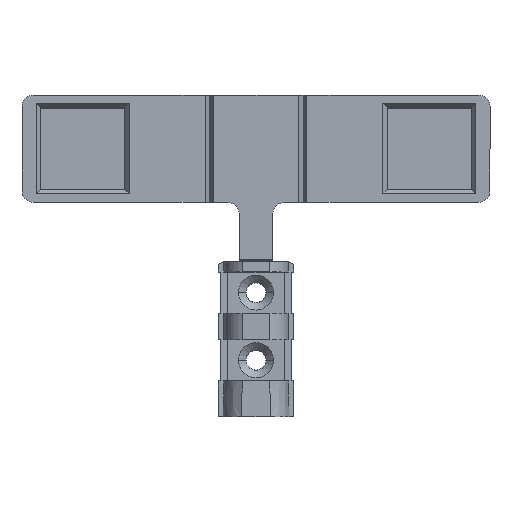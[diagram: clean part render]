
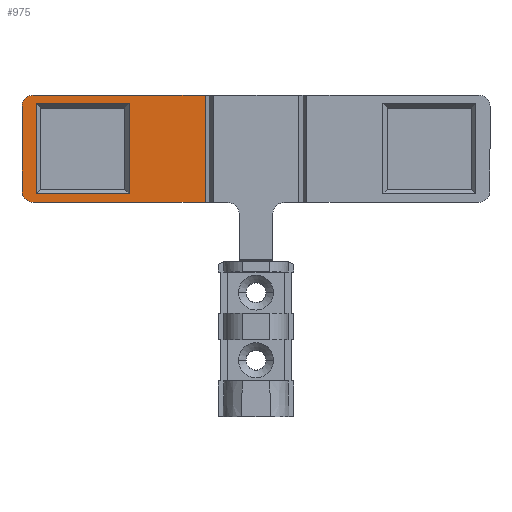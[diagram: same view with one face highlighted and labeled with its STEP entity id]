
A CAD part, top view. The second image highlights one B-rep face of the part: STEP entity #975.
In plain terms, the highlighted planar face has unit normal (0, 0, 1).
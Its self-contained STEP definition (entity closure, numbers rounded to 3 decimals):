
#6 = CARTESIAN_POINT ( 'NONE',  ( -15.775, 39.5, 3. ) ) ;
#150 = EDGE_CURVE ( 'NONE', #3672, #2887, #271, .T. ) ;
#264 = AXIS2_PLACEMENT_3D ( 'NONE', #2799, #1927, #2760 ) ;
#271 = LINE ( 'NONE', #307, #2186 ) ;
#294 = CARTESIAN_POINT ( 'NONE',  ( -32.775, 38., 3. ) ) ;
#307 = CARTESIAN_POINT ( 'NONE',  ( -34.775, 38., 3. ) ) ;
#308 = LINE ( 'NONE', #922, #2455 ) ;
#337 = EDGE_LOOP ( 'NONE', ( #2858, #2596, #3374, #2272 ) ) ;
#342 = FACE_BOUND ( 'NONE', #337, .T. ) ;
#382 = LINE ( 'NONE', #1486, #2247 ) ;
#413 = PLANE ( 'NONE',  #3080 ) ;
#423 = CARTESIAN_POINT ( 'NONE',  ( -32.275, 39.5, 3. ) ) ;
#464 = CARTESIAN_POINT ( 'NONE',  ( -15.775, 55.5, 3. ) ) ;
#467 = EDGE_CURVE ( 'NONE', #2113, #1552, #3456, .T. ) ;
#503 = LINE ( 'NONE', #464, #2786 ) ;
#568 = CARTESIAN_POINT ( 'NONE',  ( -15.775, 39.5, 3. ) ) ;
#609 = DIRECTION ( 'NONE',  ( 0., 1., 0. ) ) ;
#663 = DIRECTION ( 'NONE',  ( -1., 0., 0. ) ) ;
#667 = DIRECTION ( 'NONE',  ( -1., 0., 0. ) ) ;
#700 = CARTESIAN_POINT ( 'NONE',  ( -15.775, 39.5, 3. ) ) ;
#756 = VERTEX_POINT ( 'NONE', #2222 ) ;
#815 = EDGE_CURVE ( 'NONE', #1184, #1396, #3156, .T. ) ;
#836 = EDGE_CURVE ( 'NONE', #1396, #2974, #2558, .T. ) ;
#885 = DIRECTION ( 'NONE',  ( 1., 0., 0. ) ) ;
#922 = CARTESIAN_POINT ( 'NONE',  ( 3.725, 38., 3. ) ) ;
#975 = ADVANCED_FACE ( 'NONE', ( #342, #2985 ), #413, .F. ) ;
#1018 = EDGE_CURVE ( 'NONE', #1542, #2113, #382, .T. ) ;
#1124 = ORIENTED_EDGE ( 'NONE', *, *, #2495, .T. ) ;
#1128 = CARTESIAN_POINT ( 'NONE',  ( -34.775, 55., 3. ) ) ;
#1167 = EDGE_CURVE ( 'NONE', #3672, #3240, #3559, .T. ) ;
#1184 = VERTEX_POINT ( 'NONE', #1330 ) ;
#1221 = DIRECTION ( 'NONE',  ( 1., 0., 0. ) ) ;
#1314 = ORIENTED_EDGE ( 'NONE', *, *, #3009, .F. ) ;
#1330 = CARTESIAN_POINT ( 'NONE',  ( -32.275, 39.5, 3. ) ) ;
#1352 = ORIENTED_EDGE ( 'NONE', *, *, #1167, .T. ) ;
#1396 = VERTEX_POINT ( 'NONE', #700 ) ;
#1424 = EDGE_LOOP ( 'NONE', ( #1314, #1460, #2213, #1124, #3685, #1352 ) ) ;
#1460 = ORIENTED_EDGE ( 'NONE', *, *, #467, .F. ) ;
#1486 = CARTESIAN_POINT ( 'NONE',  ( -34.775, 57., 3. ) ) ;
#1487 = EDGE_CURVE ( 'NONE', #2974, #756, #503, .T. ) ;
#1542 = VERTEX_POINT ( 'NONE', #1626 ) ;
#1552 = VERTEX_POINT ( 'NONE', #2778 ) ;
#1626 = CARTESIAN_POINT ( 'NONE',  ( -32.775, 57., 3. ) ) ;
#1887 = VECTOR ( 'NONE', #885, 1000. ) ;
#1927 = DIRECTION ( 'NONE',  ( 0., 0., 1. ) ) ;
#2070 = DIRECTION ( 'NONE',  ( 0., 0., -1. ) ) ;
#2079 = LINE ( 'NONE', #423, #2109 ) ;
#2109 = VECTOR ( 'NONE', #2700, 1000. ) ;
#2113 = VERTEX_POINT ( 'NONE', #3011 ) ;
#2135 = VECTOR ( 'NONE', #3438, 1000. ) ;
#2186 = VECTOR ( 'NONE', #609, 1000. ) ;
#2194 = VECTOR ( 'NONE', #3174, 1000. ) ;
#2213 = ORIENTED_EDGE ( 'NONE', *, *, #1018, .F. ) ;
#2222 = CARTESIAN_POINT ( 'NONE',  ( -32.275, 55.5, 3. ) ) ;
#2247 = VECTOR ( 'NONE', #1221, 1000. ) ;
#2272 = ORIENTED_EDGE ( 'NONE', *, *, #1487, .F. ) ;
#2281 = CARTESIAN_POINT ( 'NONE',  ( -2.301, 57.001, 3. ) ) ;
#2455 = VECTOR ( 'NONE', #667, 1000. ) ;
#2495 = EDGE_CURVE ( 'NONE', #1542, #2887, #3296, .T. ) ;
#2558 = LINE ( 'NONE', #6, #2194 ) ;
#2596 = ORIENTED_EDGE ( 'NONE', *, *, #815, .F. ) ;
#2641 = CARTESIAN_POINT ( 'NONE',  ( 0., 0., 3. ) ) ;
#2700 = DIRECTION ( 'NONE',  ( 0., -1., 0. ) ) ;
#2721 = DIRECTION ( 'NONE',  ( -1., 0., 0. ) ) ;
#2760 = DIRECTION ( 'NONE',  ( -1., 0., 0. ) ) ;
#2778 = CARTESIAN_POINT ( 'NONE',  ( -2.301, 38., 3. ) ) ;
#2786 = VECTOR ( 'NONE', #2721, 1000. ) ;
#2799 = CARTESIAN_POINT ( 'NONE',  ( -32.775, 40., 3. ) ) ;
#2843 = CARTESIAN_POINT ( 'NONE',  ( -34.775, 40., 3. ) ) ;
#2858 = ORIENTED_EDGE ( 'NONE', *, *, #836, .F. ) ;
#2887 = VERTEX_POINT ( 'NONE', #1128 ) ;
#2915 = DIRECTION ( 'NONE',  ( -1., 0., 0. ) ) ;
#2947 = AXIS2_PLACEMENT_3D ( 'NONE', #3194, #3215, #2915 ) ;
#2974 = VERTEX_POINT ( 'NONE', #3364 ) ;
#2985 = FACE_OUTER_BOUND ( 'NONE', #1424, .T. ) ;
#3009 = EDGE_CURVE ( 'NONE', #1552, #3240, #308, .T. ) ;
#3011 = CARTESIAN_POINT ( 'NONE',  ( -2.301, 57., 3. ) ) ;
#3080 = AXIS2_PLACEMENT_3D ( 'NONE', #2641, #2070, #663 ) ;
#3156 = LINE ( 'NONE', #568, #1887 ) ;
#3174 = DIRECTION ( 'NONE',  ( 0., 1., 0. ) ) ;
#3194 = CARTESIAN_POINT ( 'NONE',  ( -32.775, 55., 3. ) ) ;
#3215 = DIRECTION ( 'NONE',  ( 0., 0., 1. ) ) ;
#3240 = VERTEX_POINT ( 'NONE', #294 ) ;
#3296 = CIRCLE ( 'NONE', #2947, 2. ) ;
#3332 = EDGE_CURVE ( 'NONE', #756, #1184, #2079, .T. ) ;
#3364 = CARTESIAN_POINT ( 'NONE',  ( -15.775, 55.5, 3. ) ) ;
#3374 = ORIENTED_EDGE ( 'NONE', *, *, #3332, .F. ) ;
#3438 = DIRECTION ( 'NONE',  ( 0., -1., 0. ) ) ;
#3456 = LINE ( 'NONE', #2281, #2135 ) ;
#3559 = CIRCLE ( 'NONE', #264, 2. ) ;
#3672 = VERTEX_POINT ( 'NONE', #2843 ) ;
#3685 = ORIENTED_EDGE ( 'NONE', *, *, #150, .F. ) ;
